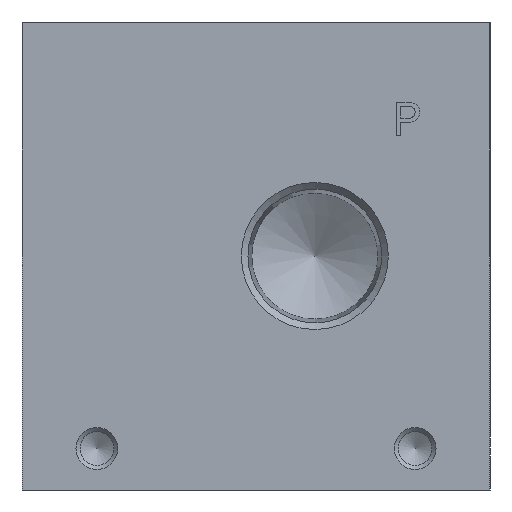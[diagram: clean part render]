
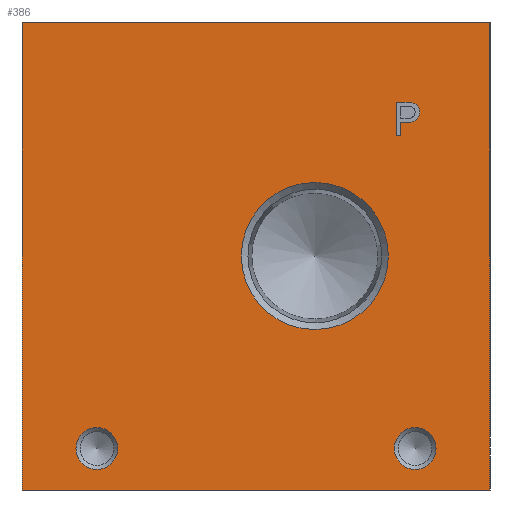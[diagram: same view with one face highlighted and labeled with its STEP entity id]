
A CAD part, left-side view. The second image highlights one B-rep face of the part: STEP entity #386.
In plain terms, the highlighted planar face has unit normal (-1, 0, 0).
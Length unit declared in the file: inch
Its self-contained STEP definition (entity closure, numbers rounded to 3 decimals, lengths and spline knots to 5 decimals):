
#386 = ADVANCED_FACE( '', ( #1033, #1034, #1035, #1036, #1037 ), #1038, .F. );
#1033 = FACE_BOUND( '', #2044, .T. );
#1034 = FACE_BOUND( '', #2045, .T. );
#1035 = FACE_BOUND( '', #2046, .T. );
#1036 = FACE_BOUND( '', #2047, .T. );
#1037 = FACE_OUTER_BOUND( '', #2048, .T. );
#1038 = PLANE( '', #2049 );
#2044 = EDGE_LOOP( '', ( #3193, #3194, #3195, #3196, #3197, #3198 ) );
#2045 = EDGE_LOOP( '', ( #3199 ) );
#2046 = EDGE_LOOP( '', ( #3200 ) );
#2047 = EDGE_LOOP( '', ( #3201 ) );
#2048 = EDGE_LOOP( '', ( #3202, #3203, #3204, #3205 ) );
#2049 = AXIS2_PLACEMENT_3D( '', #3206, #3207, #3208 );
#3193 = ORIENTED_EDGE( '', *, *, #5622, .F. );
#3194 = ORIENTED_EDGE( '', *, *, #5623, .F. );
#3195 = ORIENTED_EDGE( '', *, *, #5624, .F. );
#3196 = ORIENTED_EDGE( '', *, *, #5625, .F. );
#3197 = ORIENTED_EDGE( '', *, *, #5626, .F. );
#3198 = ORIENTED_EDGE( '', *, *, #5627, .F. );
#3199 = ORIENTED_EDGE( '', *, *, #5628, .T. );
#3200 = ORIENTED_EDGE( '', *, *, #5629, .T. );
#3201 = ORIENTED_EDGE( '', *, *, #5630, .T. );
#3202 = ORIENTED_EDGE( '', *, *, #5631, .F. );
#3203 = ORIENTED_EDGE( '', *, *, #5632, .F. );
#3204 = ORIENTED_EDGE( '', *, *, #5633, .F. );
#3205 = ORIENTED_EDGE( '', *, *, #5634, .F. );
#3206 = CARTESIAN_POINT( '', ( 0., 0., 0. ) );
#3207 = DIRECTION( '', ( 1., 0., 0. ) );
#3208 = DIRECTION( '', ( 0., 0., -1. ) );
#5622 = EDGE_CURVE( '', #6708, #6709, #6710, .T. );
#5623 = EDGE_CURVE( '', #6711, #6708, #6712, .T. );
#5624 = EDGE_CURVE( '', #6713, #6711, #6714, .T. );
#5625 = EDGE_CURVE( '', #6715, #6713, #6716, .T. );
#5626 = EDGE_CURVE( '', #6717, #6715, #6718, .T. );
#5627 = EDGE_CURVE( '', #6709, #6717, #6719, .T. );
#5628 = EDGE_CURVE( '', #6720, #6720, #6721, .T. );
#5629 = EDGE_CURVE( '', #6722, #6722, #6723, .T. );
#5630 = EDGE_CURVE( '', #6724, #6724, #6725, .T. );
#5631 = EDGE_CURVE( '', #6726, #6727, #6728, .T. );
#5632 = EDGE_CURVE( '', #6729, #6726, #6730, .T. );
#5633 = EDGE_CURVE( '', #6731, #6729, #6732, .T. );
#5634 = EDGE_CURVE( '', #6727, #6731, #6733, .T. );
#6708 = VERTEX_POINT( '', #8226 );
#6709 = VERTEX_POINT( '', #8227 );
#6710 = LINE( '', #8228, #8229 );
#6711 = VERTEX_POINT( '', #8230 );
#6712 = LINE( '', #8231, #8232 );
#6713 = VERTEX_POINT( '', #8233 );
#6714 = LINE( '', #8234, #8235 );
#6715 = VERTEX_POINT( '', #8236 );
#6716 = LINE( '', #8237, #8238 );
#6717 = VERTEX_POINT( '', #8239 );
#6718 = CIRCLE( '', #8240, 0.07363 );
#6719 = LINE( '', #8241, #8242 );
#6720 = VERTEX_POINT( '', #8243 );
#6721 = CIRCLE( '', #8244, 0.15625 );
#6722 = VERTEX_POINT( '', #8245 );
#6723 = CIRCLE( '', #8246, 0.15625 );
#6724 = VERTEX_POINT( '', #8247 );
#6725 = CIRCLE( '', #8248, 0.54977 );
#6726 = VERTEX_POINT( '', #8249 );
#6727 = VERTEX_POINT( '', #8250 );
#6728 = LINE( '', #8251, #8252 );
#6729 = VERTEX_POINT( '', #8253 );
#6730 = LINE( '', #8254, #8255 );
#6731 = VERTEX_POINT( '', #8256 );
#6732 = LINE( '', #8257, #8258 );
#6733 = LINE( '', #8259, #8260 );
#8226 = CARTESIAN_POINT( '', ( 0., 0.66709, 2.65152 ) );
#8227 = CARTESIAN_POINT( '', ( 0., 0.66709, 2.75178 ) );
#8228 = CARTESIAN_POINT( '', ( 0., 0.66709, 2.65152 ) );
#8229 = VECTOR( '', #9948, 39.37008 );
#8230 = CARTESIAN_POINT( '', ( 0., 0.7, 2.65152 ) );
#8231 = CARTESIAN_POINT( '', ( 0., 0.7, 2.65152 ) );
#8232 = VECTOR( '', #9949, 39.37008 );
#8233 = CARTESIAN_POINT( '', ( 0., 0.7, 2.89887 ) );
#8234 = CARTESIAN_POINT( '', ( 0., 0.7, 2.89887 ) );
#8235 = VECTOR( '', #9950, 39.37008 );
#8236 = CARTESIAN_POINT( '', ( 0., 0.59594, 2.89887 ) );
#8237 = CARTESIAN_POINT( '', ( 0., 0.59594, 2.89887 ) );
#8238 = VECTOR( '', #9951, 39.37008 );
#8239 = CARTESIAN_POINT( '', ( 0., 0.59214, 2.75203 ) );
#8240 = AXIS2_PLACEMENT_3D( '', #9952, #9953, #9954 );
#8241 = CARTESIAN_POINT( '', ( 0., 0.66709, 2.75178 ) );
#8242 = VECTOR( '', #9955, 39.37008 );
#8243 = CARTESIAN_POINT( '', ( 0., 0.56, 0.15375 ) );
#8244 = AXIS2_PLACEMENT_3D( '', #9956, #9957, #9958 );
#8245 = CARTESIAN_POINT( '', ( 0., 2.94, 0.15375 ) );
#8246 = AXIS2_PLACEMENT_3D( '', #9959, #9960, #9961 );
#8247 = CARTESIAN_POINT( '', ( 0., 1.31, 1.20023 ) );
#8248 = AXIS2_PLACEMENT_3D( '', #9962, #9963, #9964 );
#8249 = CARTESIAN_POINT( '', ( 0., 3.5, 0. ) );
#8250 = CARTESIAN_POINT( '', ( 0., 3.5, 3.5 ) );
#8251 = CARTESIAN_POINT( '', ( 0., 3.5, 0. ) );
#8252 = VECTOR( '', #9965, 39.37008 );
#8253 = CARTESIAN_POINT( '', ( 0., 0., 0. ) );
#8254 = CARTESIAN_POINT( '', ( 0., 0., 0. ) );
#8255 = VECTOR( '', #9966, 39.37008 );
#8256 = CARTESIAN_POINT( '', ( 0., 0., 3.5 ) );
#8257 = CARTESIAN_POINT( '', ( 0., 0., 3.5 ) );
#8258 = VECTOR( '', #9967, 39.37008 );
#8259 = CARTESIAN_POINT( '', ( 0., 3.5, 3.5 ) );
#8260 = VECTOR( '', #9968, 39.37008 );
#9948 = DIRECTION( '', ( 0., 0., 1. ) );
#9949 = DIRECTION( '', ( 0., -1., 0. ) );
#9950 = DIRECTION( '', ( 0., 0., -1. ) );
#9951 = DIRECTION( '', ( 0., 1., 0. ) );
#9952 = CARTESIAN_POINT( '', ( 0., 0.59921, 2.82532 ) );
#9953 = DIRECTION( '', ( -1., 0., 0. ) );
#9954 = DIRECTION( '', ( 0., 0., 1. ) );
#9955 = DIRECTION( '', ( 0., -1., 0.003 ) );
#9956 = CARTESIAN_POINT( '', ( 0., 0.56, 0.31 ) );
#9957 = DIRECTION( '', ( 1., 0., 0. ) );
#9958 = DIRECTION( '', ( 0., 0., -1. ) );
#9959 = CARTESIAN_POINT( '', ( 0., 2.94, 0.31 ) );
#9960 = DIRECTION( '', ( 1., 0., 0. ) );
#9961 = DIRECTION( '', ( 0., 0., -1. ) );
#9962 = CARTESIAN_POINT( '', ( 0., 1.31, 1.75 ) );
#9963 = DIRECTION( '', ( 1., 0., 0. ) );
#9964 = DIRECTION( '', ( 0., 0., -1. ) );
#9965 = DIRECTION( '', ( 0., 0., 1. ) );
#9966 = DIRECTION( '', ( 0., 1., 0. ) );
#9967 = DIRECTION( '', ( 0., 0., -1. ) );
#9968 = DIRECTION( '', ( 0., -1., 0. ) );
